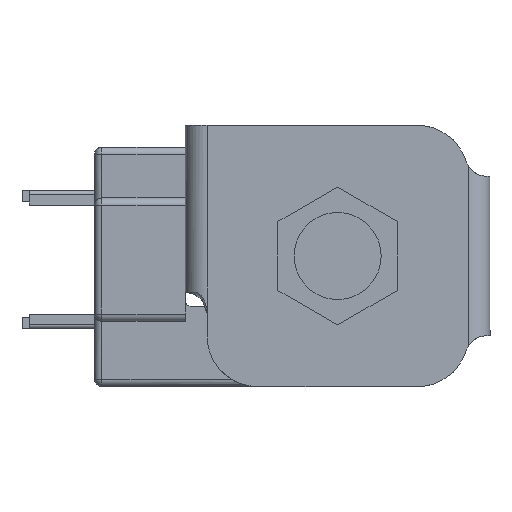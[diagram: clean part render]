
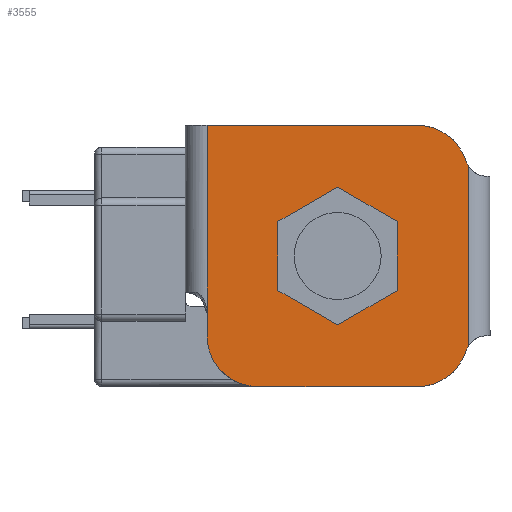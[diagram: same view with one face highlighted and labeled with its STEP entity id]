
A CAD part, left-side view. The second image highlights one B-rep face of the part: STEP entity #3555.
In plain terms, the highlighted planar face has unit normal (-1, 0, 0).
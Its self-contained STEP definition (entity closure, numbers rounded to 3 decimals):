
#251=CIRCLE('',#3866,7.);
#253=CIRCLE('',#3870,7.);
#264=CIRCLE('',#3906,3.);
#269=CIRCLE('',#3913,3.);
#277=CIRCLE('',#3926,7.);
#1097=ORIENTED_EDGE('',*,*,#1654,.T.);
#1098=ORIENTED_EDGE('',*,*,#1652,.T.);
#1099=ORIENTED_EDGE('',*,*,#1650,.T.);
#1100=ORIENTED_EDGE('',*,*,#1648,.T.);
#1101=ORIENTED_EDGE('',*,*,#1646,.T.);
#1102=ORIENTED_EDGE('',*,*,#1644,.T.);
#1103=ORIENTED_EDGE('',*,*,#1706,.F.);
#1104=ORIENTED_EDGE('',*,*,#1710,.F.);
#1105=ORIENTED_EDGE('',*,*,#1729,.F.);
#1106=ORIENTED_EDGE('',*,*,#1730,.F.);
#1107=ORIENTED_EDGE('',*,*,#1731,.F.);
#1108=ORIENTED_EDGE('',*,*,#1642,.F.);
#1109=ORIENTED_EDGE('',*,*,#1637,.F.);
#1110=ORIENTED_EDGE('',*,*,#1634,.F.);
#1111=ORIENTED_EDGE('',*,*,#1631,.F.);
#1112=ORIENTED_EDGE('',*,*,#1699,.F.);
#1631=EDGE_CURVE('',#2032,#2034,#251,.T.);
#1634=EDGE_CURVE('',#2034,#2036,#2340,.T.);
#1637=EDGE_CURVE('',#2036,#2038,#253,.T.);
#1642=EDGE_CURVE('',#2038,#2041,#2345,.T.);
#1644=EDGE_CURVE('',#2043,#2042,#2347,.T.);
#1646=EDGE_CURVE('',#2044,#2043,#2349,.T.);
#1648=EDGE_CURVE('',#2045,#2044,#2351,.T.);
#1650=EDGE_CURVE('',#2046,#2045,#2353,.T.);
#1652=EDGE_CURVE('',#2047,#2046,#2355,.T.);
#1654=EDGE_CURVE('',#2042,#2047,#2357,.T.);
#1699=EDGE_CURVE('',#2072,#2032,#264,.T.);
#1706=EDGE_CURVE('',#2078,#2072,#2391,.T.);
#1710=EDGE_CURVE('',#2081,#2078,#269,.T.);
#1729=EDGE_CURVE('',#2095,#2081,#277,.T.);
#1730=EDGE_CURVE('',#2096,#2095,#2405,.T.);
#1731=EDGE_CURVE('',#2041,#2096,#2406,.T.);
#2032=VERTEX_POINT('',#5753);
#2034=VERTEX_POINT('',#5756);
#2036=VERTEX_POINT('',#5762);
#2038=VERTEX_POINT('',#5768);
#2041=VERTEX_POINT('',#5787);
#2042=VERTEX_POINT('',#5792);
#2043=VERTEX_POINT('',#5794);
#2044=VERTEX_POINT('',#5798);
#2045=VERTEX_POINT('',#5802);
#2046=VERTEX_POINT('',#5806);
#2047=VERTEX_POINT('',#5810);
#2072=VERTEX_POINT('',#6081);
#2078=VERTEX_POINT('',#6099);
#2081=VERTEX_POINT('',#6107);
#2095=VERTEX_POINT('',#6145);
#2096=VERTEX_POINT('',#6149);
#2340=LINE('',#5761,#2659);
#2345=LINE('',#5789,#2664);
#2347=LINE('',#5793,#2666);
#2349=LINE('',#5797,#2668);
#2351=LINE('',#5801,#2670);
#2353=LINE('',#5805,#2672);
#2355=LINE('',#5809,#2674);
#2357=LINE('',#5813,#2676);
#2391=LINE('',#6100,#2710);
#2405=LINE('',#6148,#2724);
#2406=LINE('',#6150,#2725);
#2659=VECTOR('',#4715,1000.);
#2664=VECTOR('',#4728,1000.);
#2666=VECTOR('',#4732,1000.);
#2668=VECTOR('',#4736,1000.);
#2670=VECTOR('',#4740,1000.);
#2672=VECTOR('',#4744,1000.);
#2674=VECTOR('',#4748,1000.);
#2676=VECTOR('',#4752,1000.);
#2710=VECTOR('',#4850,1000.);
#2724=VECTOR('',#4898,1000.);
#2725=VECTOR('',#4899,1000.);
#2983=EDGE_LOOP('',(#1097,#1098,#1099,#1100,#1101,#1102));
#2984=EDGE_LOOP('',(#1103,#1104,#1105,#1106,#1107,#1108,#1109,#1110,#1111,
#1112));
#3230=FACE_BOUND('',#2983,.T.);
#3231=FACE_BOUND('',#2984,.T.);
#3360=PLANE('',#3927);
#3555=ADVANCED_FACE('',(#3230,#3231),#3360,.F.);
#3866=AXIS2_PLACEMENT_3D('',#5755,#4708,#4709);
#3870=AXIS2_PLACEMENT_3D('',#5767,#4720,#4721);
#3906=AXIS2_PLACEMENT_3D('',#6083,#4838,#4839);
#3913=AXIS2_PLACEMENT_3D('',#6108,#4857,#4858);
#3926=AXIS2_PLACEMENT_3D('',#6146,#4894,#4895);
#3927=AXIS2_PLACEMENT_3D('',#6147,#4896,#4897);
#4708=DIRECTION('',(1.,0.,0.));
#4709=DIRECTION('',(0.,0.,-1.));
#4715=DIRECTION('',(0.,1.,0.));
#4720=DIRECTION('',(1.,0.,0.));
#4721=DIRECTION('',(0.,1.,0.));
#4728=DIRECTION('',(0.,0.,1.));
#4732=DIRECTION('',(0.,-0.866,-0.5));
#4736=DIRECTION('',(0.,-0.866,0.5));
#4740=DIRECTION('',(0.,0.,1.));
#4744=DIRECTION('',(0.,0.866,0.5));
#4748=DIRECTION('',(0.,0.866,-0.5));
#4752=DIRECTION('',(0.,0.,-1.));
#4838=DIRECTION('',(-1.,0.,0.));
#4839=DIRECTION('',(0.,0.592,0.806));
#4850=DIRECTION('',(0.,0.,-1.));
#4857=DIRECTION('',(-1.,0.,0.));
#4858=DIRECTION('',(0.,0.592,-0.806));
#4894=DIRECTION('',(1.,0.,0.));
#4895=DIRECTION('',(0.,-1.,0.));
#4896=DIRECTION('',(1.,0.,0.));
#4897=DIRECTION('',(0.,0.,-1.));
#4898=DIRECTION('',(0.,-1.,0.));
#4899=DIRECTION('',(0.,0.,1.));
#5753=CARTESIAN_POINT('',(-88.411,-20.62,-13.1));
#5755=CARTESIAN_POINT('',(-88.411,-13.942,-11.));
#5756=CARTESIAN_POINT('',(-88.411,-13.942,-18.));
#5761=CARTESIAN_POINT('',(-88.411,8.058,-18.));
#5762=CARTESIAN_POINT('',(-88.411,8.058,-18.));
#5767=CARTESIAN_POINT('',(-88.411,8.058,-11.));
#5768=CARTESIAN_POINT('',(-88.411,15.058,-11.));
#5787=CARTESIAN_POINT('',(-88.411,15.058,-7.731));
#5789=CARTESIAN_POINT('',(-88.411,15.058,18.));
#5792=CARTESIAN_POINT('',(-88.411,-11.169,4.75));
#5793=CARTESIAN_POINT('',(-88.411,3.721,13.347));
#5794=CARTESIAN_POINT('',(-88.411,-2.942,9.5));
#5797=CARTESIAN_POINT('',(-88.411,9.134,2.528));
#5798=CARTESIAN_POINT('',(-88.411,5.285,4.75));
#5801=CARTESIAN_POINT('',(-88.411,5.285,0.875));
#5802=CARTESIAN_POINT('',(-88.411,5.285,-4.75));
#5805=CARTESIAN_POINT('',(-88.411,7.835,-3.278));
#5806=CARTESIAN_POINT('',(-88.411,-2.942,-9.5));
#5809=CARTESIAN_POINT('',(-88.411,-3.207,-9.347));
#5810=CARTESIAN_POINT('',(-88.411,-11.169,-4.75));
#5813=CARTESIAN_POINT('',(-88.411,-11.169,5.625));
#6081=CARTESIAN_POINT('',(-88.411,-20.942,-12.403));
#6083=CARTESIAN_POINT('',(-88.411,-23.481,-14.));
#6099=CARTESIAN_POINT('',(-88.411,-20.942,12.403));
#6100=CARTESIAN_POINT('',(-88.411,-20.942,8.75));
#6107=CARTESIAN_POINT('',(-88.411,-20.62,13.1));
#6108=CARTESIAN_POINT('',(-88.411,-23.481,14.));
#6145=CARTESIAN_POINT('',(-88.411,-13.942,18.));
#6146=CARTESIAN_POINT('',(-88.411,-13.942,11.));
#6147=CARTESIAN_POINT('',(-88.411,16.558,6.5));
#6148=CARTESIAN_POINT('',(-88.411,-13.942,18.));
#6149=CARTESIAN_POINT('',(-88.411,15.058,18.));
#6150=CARTESIAN_POINT('',(-88.411,15.058,0.75));
